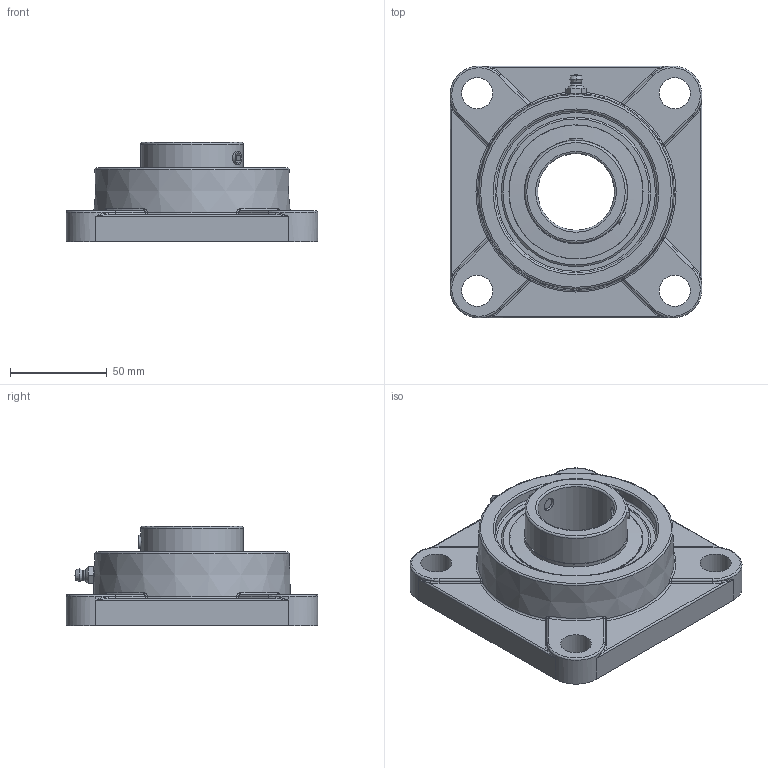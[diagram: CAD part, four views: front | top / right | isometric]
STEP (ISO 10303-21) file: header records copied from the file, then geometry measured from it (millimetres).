
FILE_DESCRIPTION(('HOOPS Exchange Step'),'2;1');
FILE_NAME('export-B945CD04-FEC8-4BE0-BA8E-97AF9726E414.stp','2019-12-12T15:41:31-08:00',('ibuslach'),('Alibre'),'HOOPS Exchange 2019.2','Alibre','Unknown authorisation');
FILE_SCHEMA( ('AP242_MANAGED_MODEL_BASED_3D_ENGINEERING_MIM_LF {1 0 10303 442 1 1 4 }') );
Length unit declared in the file: centimetre
Products named in the file (7): MRN SF 208; UCP ZERK 6mm; SUC 208-25 RACES; SUC 208 SHIELD; SUC 208 SS; MRN SUC 208-25; MRN SUCF 208-25
Assembly tree (8 placements, depth 3):
  MRN SUCF 208-25
    MRN SF 208
    UCP ZERK 6mm
    MRN SUC 208-25
      SUC 208-25 RACES
      SUC 208 SHIELD  x2
      SUC 208 SS  x2
Bounding box: 130 x 130 x 51.2 mm (x, y, z)
Volume: 291801.7 mm3; surface area: 86115 mm2
Topology: 8 solids, 8 shells, 231 faces, 583 edges, 347 vertices
Faces by surface type: plane 66, cylinder 63, torus 36, bspline 28, sphere 19, cone 19
Full cylindrical faces by diameter (mm): 1.505 x2, 6 x2, 6.782 x4, 16 x4, 39.688 x1, 52.832 x3, 53.594 x2, 69.215 x3, 83.82 x1, 85.725 x1
Entity records: 11339 total; most frequent: CARTESIAN_POINT 6169, DIRECTION 1094, ORIENTED_EDGE 1028, EDGE_CURVE 514, AXIS2_PLACEMENT_3D 470, VERTEX_POINT 316, CIRCLE 263, EDGE_LOOP 242
